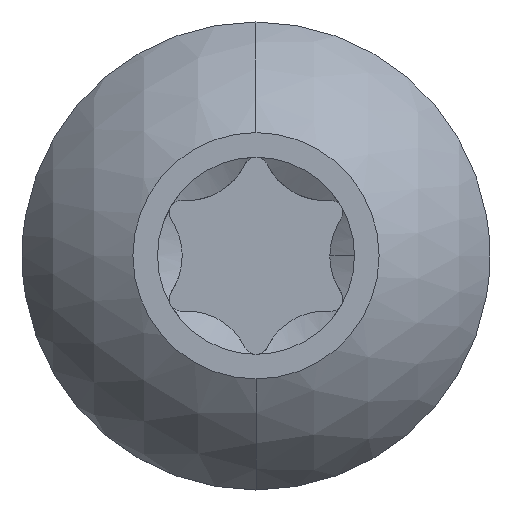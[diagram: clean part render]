
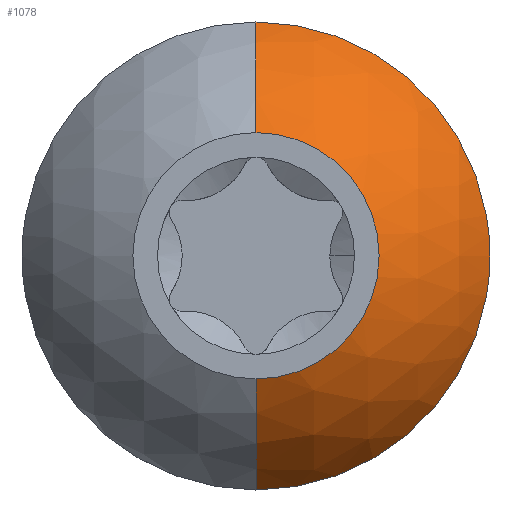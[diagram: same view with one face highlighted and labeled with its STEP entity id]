
A CAD part, top view. The second image highlights one B-rep face of the part: STEP entity #1078.
In plain terms, the highlighted spherical face has radius 3.172 mm.
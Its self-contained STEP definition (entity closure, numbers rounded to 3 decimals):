
#52 = DIRECTION ( 'NONE',  ( 0., 1., 0. ) ) ;
#53 = DIRECTION ( 'NONE',  ( 1., 0., 0. ) ) ;
#56 = CARTESIAN_POINT ( 'NONE',  ( 0., 0., -2.795 ) ) ;
#63 = DIRECTION ( 'NONE',  ( 1., 0., 0. ) ) ;
#64 = DIRECTION ( 'NONE',  ( 0., 0., 1. ) ) ;
#66 = CARTESIAN_POINT ( 'NONE',  ( 0., 0., -1.403 ) ) ;
#124 = DIRECTION ( 'NONE',  ( 0., -1., 0. ) ) ;
#125 = DIRECTION ( 'NONE',  ( -1., 0., 0. ) ) ;
#126 = CARTESIAN_POINT ( 'NONE',  ( 0., 0., -2.795 ) ) ;
#308 = DIRECTION ( 'NONE',  ( 1., 0., 0. ) ) ;
#310 = DIRECTION ( 'NONE',  ( 0., 0., 1. ) ) ;
#311 = CARTESIAN_POINT ( 'NONE',  ( 0., 0., 0. ) ) ;
#763 = DIRECTION ( 'NONE',  ( 1., 0., 0. ) ) ;
#765 = DIRECTION ( 'NONE',  ( 0., 0., 1. ) ) ;
#767 = CARTESIAN_POINT ( 'NONE',  ( 0., 0., -1.403 ) ) ;
#1078 = ADVANCED_FACE ( 'NONE', ( #2486 ), #2493, .T. ) ;
#1366 = ORIENTED_EDGE ( 'NONE', *, *, #1740, .T. ) ;
#1388 = ORIENTED_EDGE ( 'NONE', *, *, #1833, .T. ) ;
#1391 = ORIENTED_EDGE ( 'NONE', *, *, #1812, .T. ) ;
#1419 = ORIENTED_EDGE ( 'NONE', *, *, #1762, .F. ) ;
#1557 = DIRECTION ( 'NONE',  ( 0., -1., 0. ) ) ;
#1559 = CARTESIAN_POINT ( 'NONE',  ( 0., 0., -2.795 ) ) ;
#1561 = DIRECTION ( 'NONE',  ( 1., 0., 0. ) ) ;
#1649 = AXIS2_PLACEMENT_3D ( 'NONE', #66, #64, #63 ) ;
#1657 = AXIS2_PLACEMENT_3D ( 'NONE', #1559, #1561, #1557 ) ;
#1713 = AXIS2_PLACEMENT_3D ( 'NONE', #56, #53, #52 ) ;
#1715 = AXIS2_PLACEMENT_3D ( 'NONE', #126, #125, #124 ) ;
#1740 = EDGE_CURVE ( 'NONE', #2410, #2438, #2616, .T. ) ;
#1762 = EDGE_CURVE ( 'NONE', #2373, #2432, #2630, .T. ) ;
#1794 = EDGE_CURVE ( 'NONE', #2410, #2373, #2654, .T. ) ;
#1805 = AXIS2_PLACEMENT_3D ( 'NONE', #767, #765, #763 ) ;
#1812 = EDGE_CURVE ( 'NONE', #2438, #2360, #2661, .T. ) ;
#1833 = EDGE_CURVE ( 'NONE', #2360, #2432, #2673, .T. ) ;
#1874 = AXIS2_PLACEMENT_3D ( 'NONE', #311, #310, #308 ) ;
#1961 = CARTESIAN_POINT ( 'NONE',  ( 2.85, 0., -1.403 ) ) ;
#1965 = CARTESIAN_POINT ( 'NONE',  ( 0., -1.5, 0. ) ) ;
#2004 = CARTESIAN_POINT ( 'NONE',  ( 0., 1.5, 0. ) ) ;
#2015 = CARTESIAN_POINT ( 'NONE',  ( 0., -2.85, -1.403 ) ) ;
#2138 = CARTESIAN_POINT ( 'NONE',  ( 0., 2.85, -1.403 ) ) ;
#2175 = ORIENTED_EDGE ( 'NONE', *, *, #1794, .F. ) ;
#2357 = EDGE_LOOP ( 'NONE', ( #1366, #1391, #1388, #1419, #2175 ) ) ;
#2360 = VERTEX_POINT ( 'NONE', #2138 ) ;
#2373 = VERTEX_POINT ( 'NONE', #1965 ) ;
#2410 = VERTEX_POINT ( 'NONE', #2015 ) ;
#2432 = VERTEX_POINT ( 'NONE', #2004 ) ;
#2438 = VERTEX_POINT ( 'NONE', #1961 ) ;
#2486 = FACE_OUTER_BOUND ( 'NONE', #2357, .T. ) ;
#2493 = SPHERICAL_SURFACE ( 'NONE', #1657, 3.172 ) ;
#2616 = CIRCLE ( 'NONE', #1805, 2.85 ) ;
#2630 = CIRCLE ( 'NONE', #1874, 1.5 ) ;
#2654 = CIRCLE ( 'NONE', #1715, 3.172 ) ;
#2661 = CIRCLE ( 'NONE', #1649, 2.85 ) ;
#2673 = CIRCLE ( 'NONE', #1713, 3.172 ) ;
